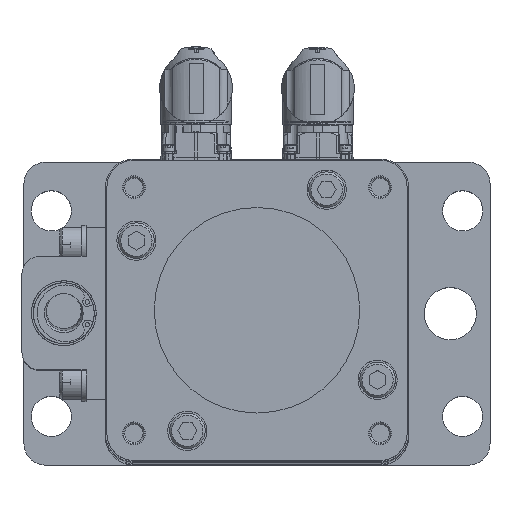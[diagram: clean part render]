
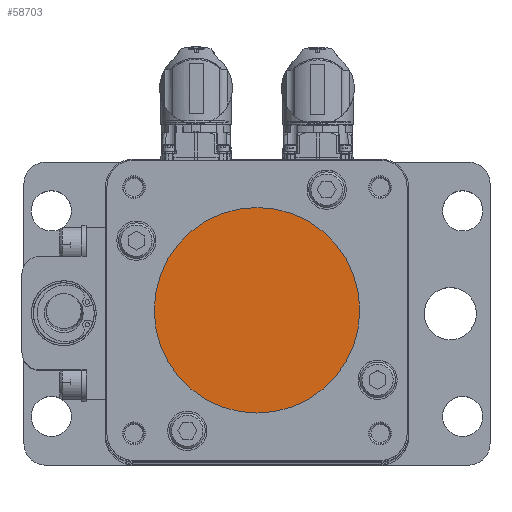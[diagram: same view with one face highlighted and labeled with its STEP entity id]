
A CAD part, top view. The second image highlights one B-rep face of the part: STEP entity #58703.
In plain terms, the highlighted planar face has unit normal (0, 0, 1).
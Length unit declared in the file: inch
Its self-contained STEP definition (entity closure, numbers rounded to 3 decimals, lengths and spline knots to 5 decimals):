
#3756 = AXIS2_PLACEMENT_3D ( 'NONE', #16440, #11821, #80139 ) ;
#7402 = EDGE_LOOP ( 'NONE', ( #11574 ) ) ;
#8680 = FACE_OUTER_BOUND ( 'NONE', #7402, .T. ) ;
#10142 = EDGE_CURVE ( 'NONE', #42512, #42512, #75516, .T. ) ;
#11574 = ORIENTED_EDGE ( 'NONE', *, *, #10142, .T. ) ;
#11821 = DIRECTION ( 'NONE',  ( 0., 0., 1. ) ) ;
#15769 = PLANE ( 'NONE',  #22533 ) ;
#16440 = CARTESIAN_POINT ( 'NONE',  ( 0., 0., 4.32 ) ) ;
#22533 = AXIS2_PLACEMENT_3D ( 'NONE', #77819, #65317, #59891 ) ;
#42512 = VERTEX_POINT ( 'NONE', #61684 ) ;
#58703 = ADVANCED_FACE ( 'NONE', ( #8680 ), #15769, .T. ) ;
#59891 = DIRECTION ( 'NONE',  ( 1., 0., 0. ) ) ;
#61684 = CARTESIAN_POINT ( 'NONE',  ( 1.47638, 0., 4.32 ) ) ;
#65317 = DIRECTION ( 'NONE',  ( 0., 0., 1. ) ) ;
#75516 = CIRCLE ( 'NONE', #3756, 1.47638 ) ;
#77819 = CARTESIAN_POINT ( 'NONE',  ( 0., 0., 4.32 ) ) ;
#80139 = DIRECTION ( 'NONE',  ( 1., 0., 0. ) ) ;
